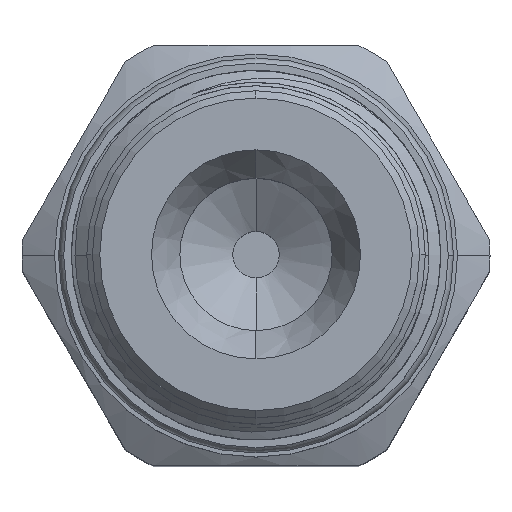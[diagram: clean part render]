
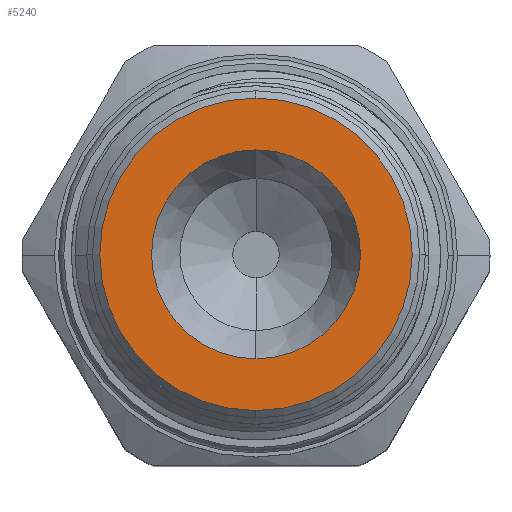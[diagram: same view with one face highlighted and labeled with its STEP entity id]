
A CAD part, top view. The second image highlights one B-rep face of the part: STEP entity #5240.
In plain terms, the highlighted planar face has unit normal (0, 0, 1).
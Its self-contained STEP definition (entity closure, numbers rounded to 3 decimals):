
#631 = DIRECTION ( 'NONE',  ( 0., -1., 0. ) ) ;
#999 = VERTEX_POINT ( 'NONE', #9040 ) ;
#1065 = AXIS2_PLACEMENT_3D ( 'NONE', #12315, #5622, #6692 ) ;
#1428 = EDGE_LOOP ( 'NONE', ( #9475, #3976 ) ) ;
#1678 = DIRECTION ( 'NONE',  ( 0., 0., -1. ) ) ;
#1793 = CARTESIAN_POINT ( 'NONE',  ( 0., -7.1, 25.34 ) ) ;
#2271 = VERTEX_POINT ( 'NONE', #2947 ) ;
#2661 = AXIS2_PLACEMENT_3D ( 'NONE', #3570, #10288, #8180 ) ;
#2947 = CARTESIAN_POINT ( 'NONE',  ( 0., 7.1, 25.34 ) ) ;
#3180 = VERTEX_POINT ( 'NONE', #4120 ) ;
#3345 = CIRCLE ( 'NONE', #2661, 7.1 ) ;
#3512 = CIRCLE ( 'NONE', #6176, 10.615 ) ;
#3531 = DIRECTION ( 'NONE',  ( 0., 0., -1. ) ) ;
#3570 = CARTESIAN_POINT ( 'NONE',  ( 0., 0., 25.34 ) ) ;
#3976 = ORIENTED_EDGE ( 'NONE', *, *, #5756, .T. ) ;
#4120 = CARTESIAN_POINT ( 'NONE',  ( 0., -10.615, 25.34 ) ) ;
#5078 = CARTESIAN_POINT ( 'NONE',  ( 0., 0., 25.34 ) ) ;
#5240 = ADVANCED_FACE ( 'NONE', ( #6140, #6302 ), #13476, .T. ) ;
#5303 = AXIS2_PLACEMENT_3D ( 'NONE', #5853, #10319, #10417 ) ;
#5622 = DIRECTION ( 'NONE',  ( 0., 0., 1. ) ) ;
#5756 = EDGE_CURVE ( 'NONE', #6237, #2271, #6811, .T. ) ;
#5853 = CARTESIAN_POINT ( 'NONE',  ( 0., 0., 25.34 ) ) ;
#6140 = FACE_BOUND ( 'NONE', #1428, .T. ) ;
#6176 = AXIS2_PLACEMENT_3D ( 'NONE', #5078, #1678, #631 ) ;
#6237 = VERTEX_POINT ( 'NONE', #1793 ) ;
#6302 = FACE_OUTER_BOUND ( 'NONE', #11670, .T. ) ;
#6427 = ORIENTED_EDGE ( 'NONE', *, *, #13348, .F. ) ;
#6692 = DIRECTION ( 'NONE',  ( 0., 1., 0. ) ) ;
#6811 = CIRCLE ( 'NONE', #10813, 7.1 ) ;
#8004 = CIRCLE ( 'NONE', #5303, 10.615 ) ;
#8180 = DIRECTION ( 'NONE',  ( 0., -1., 0. ) ) ;
#9005 = EDGE_CURVE ( 'NONE', #3180, #999, #8004, .T. ) ;
#9040 = CARTESIAN_POINT ( 'NONE',  ( 0., 10.615, 25.34 ) ) ;
#9475 = ORIENTED_EDGE ( 'NONE', *, *, #13123, .T. ) ;
#10288 = DIRECTION ( 'NONE',  ( 0., 0., -1. ) ) ;
#10297 = DIRECTION ( 'NONE',  ( 0., -1., 0. ) ) ;
#10319 = DIRECTION ( 'NONE',  ( 0., 0., -1. ) ) ;
#10417 = DIRECTION ( 'NONE',  ( 0., -1., 0. ) ) ;
#10813 = AXIS2_PLACEMENT_3D ( 'NONE', #11473, #3531, #10297 ) ;
#11326 = ORIENTED_EDGE ( 'NONE', *, *, #9005, .F. ) ;
#11473 = CARTESIAN_POINT ( 'NONE',  ( 0., 0., 25.34 ) ) ;
#11670 = EDGE_LOOP ( 'NONE', ( #11326, #6427 ) ) ;
#12315 = CARTESIAN_POINT ( 'NONE',  ( 0., 0., 25.34 ) ) ;
#13123 = EDGE_CURVE ( 'NONE', #2271, #6237, #3345, .T. ) ;
#13348 = EDGE_CURVE ( 'NONE', #999, #3180, #3512, .T. ) ;
#13476 = PLANE ( 'NONE',  #1065 ) ;
